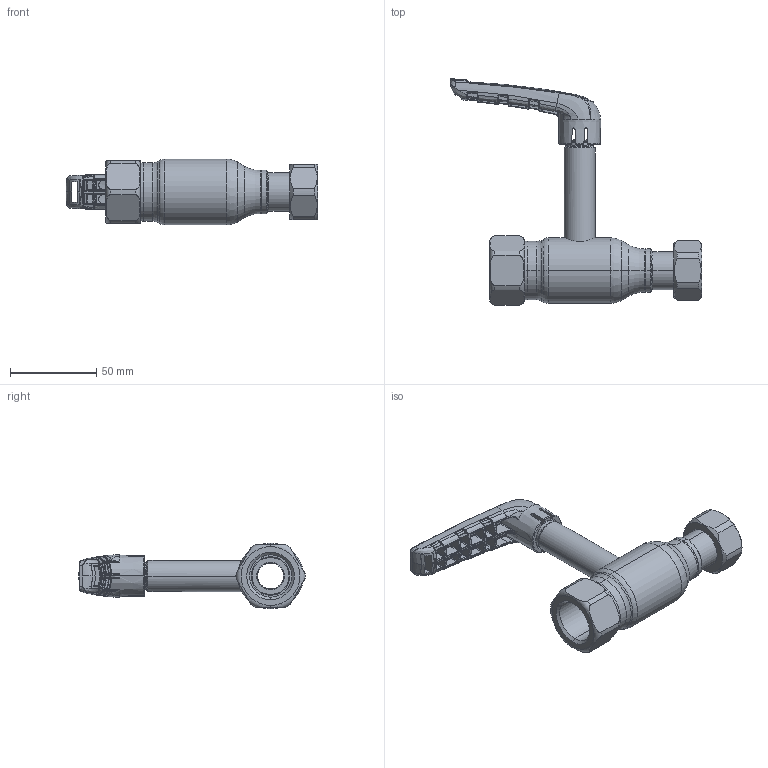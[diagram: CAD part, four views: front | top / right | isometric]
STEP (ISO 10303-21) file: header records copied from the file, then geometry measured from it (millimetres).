
FILE_DESCRIPTION (( 'STEP AP214' ), '1' );
FILE_NAME ('2020002211-xxxx.step', '2019-05-10T10:44:00', ( '' ), ( '' ), 'SwSTEP 2.0', 'SolidWorks 2017', '' );
FILE_SCHEMA (( 'AUTOMOTIVE_DESIGN' ));
Length unit declared in the file: millimetre
Products named in the file (1): 2020002211-xxxx
Bounding box: 145.38 x 130.88 x 38 mm (x, y, z)
Surface area: 32103.7 mm2 (no closed solid volume)
Topology: 0 solids, 11 shells, 780 faces, 2355 edges, 1470 vertices
Faces by surface type: bspline 599, plane 71, cylinder 56, cone 29, torus 25
Entity records: 65147 total; most frequent: CARTESIAN_POINT 41156, ORIENTED_EDGE 3960, EDGE_CURVE 2329, DIRECTION 1643, B_SPLINE_CURVE_WITH_KNOTS 1587, VERTEX_POINT 1470, EDGE_LOOP 806, UNCERTAINTY_MEASURE_WITH_UNIT 782
